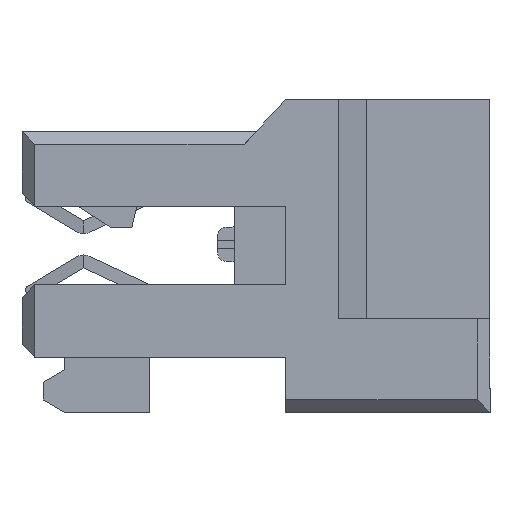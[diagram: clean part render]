
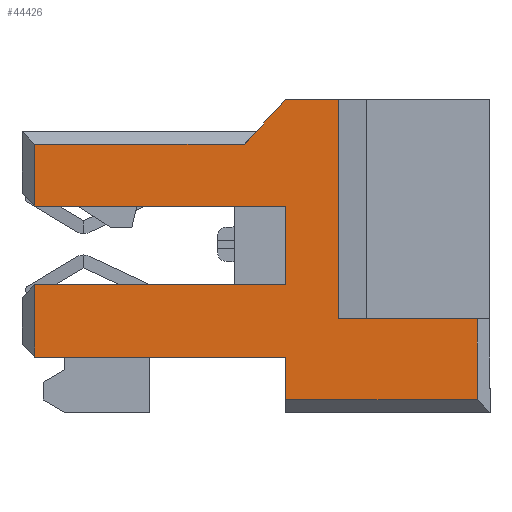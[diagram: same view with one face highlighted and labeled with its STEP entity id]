
A CAD part, left-side view. The second image highlights one B-rep face of the part: STEP entity #44426.
In plain terms, the highlighted face is planar.
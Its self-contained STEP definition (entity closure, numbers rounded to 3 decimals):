
#2842=ORIENTED_EDGE('',*,*,#12441,.T.);
#2843=ORIENTED_EDGE('',*,*,#12233,.T.);
#2844=ORIENTED_EDGE('',*,*,#12661,.T.);
#2845=ORIENTED_EDGE('',*,*,#12662,.T.);
#2846=ORIENTED_EDGE('',*,*,#12410,.T.);
#2847=ORIENTED_EDGE('',*,*,#12405,.T.);
#2848=ORIENTED_EDGE('',*,*,#12663,.T.);
#2849=ORIENTED_EDGE('',*,*,#12664,.T.);
#2850=ORIENTED_EDGE('',*,*,#12665,.T.);
#2851=ORIENTED_EDGE('',*,*,#12666,.T.);
#2852=ORIENTED_EDGE('',*,*,#12229,.T.);
#2853=ORIENTED_EDGE('',*,*,#12226,.T.);
#2854=ORIENTED_EDGE('',*,*,#12438,.T.);
#2855=ORIENTED_EDGE('',*,*,#12667,.T.);
#12226=EDGE_CURVE('',#17193,#17195,#20499,.T.);
#12229=EDGE_CURVE('',#17196,#17193,#20502,.T.);
#12233=EDGE_CURVE('',#17199,#17201,#20506,.T.);
#12405=EDGE_CURVE('',#17328,#17326,#20648,.T.);
#12410=EDGE_CURVE('',#17330,#17328,#20653,.T.);
#12438=EDGE_CURVE('',#17195,#17351,#20681,.T.);
#12441=EDGE_CURVE('',#17354,#17199,#20684,.T.);
#12661=EDGE_CURVE('',#17201,#17539,#20904,.T.);
#12662=EDGE_CURVE('',#17539,#17330,#20905,.T.);
#12663=EDGE_CURVE('',#17326,#17540,#20906,.T.);
#12664=EDGE_CURVE('',#17540,#17541,#20907,.T.);
#12665=EDGE_CURVE('',#17541,#17542,#20908,.T.);
#12666=EDGE_CURVE('',#17542,#17196,#20909,.T.);
#12667=EDGE_CURVE('',#17351,#17354,#20910,.T.);
#17193=VERTEX_POINT('',#59368);
#17195=VERTEX_POINT('',#59372);
#17196=VERTEX_POINT('',#59376);
#17199=VERTEX_POINT('',#59383);
#17201=VERTEX_POINT('',#59387);
#17326=VERTEX_POINT('',#59742);
#17328=VERTEX_POINT('',#59745);
#17330=VERTEX_POINT('',#59751);
#17351=VERTEX_POINT('',#59809);
#17354=VERTEX_POINT('',#59817);
#17539=VERTEX_POINT('',#60227);
#17540=VERTEX_POINT('',#60230);
#17541=VERTEX_POINT('',#60232);
#17542=VERTEX_POINT('',#60234);
#20499=LINE('',#59373,#24300);
#20502=LINE('',#59379,#24303);
#20506=LINE('',#59388,#24307);
#20648=LINE('',#59744,#24449);
#20653=LINE('',#59754,#24454);
#20681=LINE('',#59810,#24482);
#20684=LINE('',#59816,#24485);
#20904=LINE('',#60226,#24705);
#20905=LINE('',#60228,#24706);
#20906=LINE('',#60229,#24707);
#20907=LINE('',#60231,#24708);
#20908=LINE('',#60233,#24709);
#20909=LINE('',#60235,#24710);
#20910=LINE('',#60236,#24711);
#24300=VECTOR('',#49474,1000.);
#24303=VECTOR('',#49479,1000.);
#24307=VECTOR('',#49485,1000.);
#24449=VECTOR('',#49803,1000.);
#24454=VECTOR('',#49810,1000.);
#24482=VECTOR('',#49854,1000.);
#24485=VECTOR('',#49859,1000.);
#24705=VECTOR('',#50089,1000.);
#24706=VECTOR('',#50090,1000.);
#24707=VECTOR('',#50091,1000.);
#24708=VECTOR('',#50092,1000.);
#24709=VECTOR('',#50093,1000.);
#24710=VECTOR('',#50094,1000.);
#24711=VECTOR('',#50095,1000.);
#27855=EDGE_LOOP('',(#2842,#2843,#2844,#2845,#2846,#2847,#2848,#2849,#2850,
#2851,#2852,#2853,#2854,#2855));
#29678=FACE_BOUND('',#27855,.T.);
#31464=PLANE('',#46186);
#44426=ADVANCED_FACE('',(#29678),#31464,.F.);
#46186=AXIS2_PLACEMENT_3D('',#60225,#50087,#50088);
#49474=DIRECTION('',(0.,0.,-1.));
#49479=DIRECTION('',(0.,-1.,0.));
#49485=DIRECTION('',(0.,0.,-1.));
#49803=DIRECTION('',(0.,0.,1.));
#49810=DIRECTION('',(0.,1.,0.));
#49854=DIRECTION('',(0.,1.,0.));
#49859=DIRECTION('',(0.,-1.,0.));
#50087=DIRECTION('',(-1.,0.,0.));
#50088=DIRECTION('',(0.,0.,1.));
#50089=DIRECTION('',(0.,1.,0.));
#50090=DIRECTION('',(0.,0.,-1.));
#50091=DIRECTION('',(0.,-1.,0.));
#50092=DIRECTION('',(0.,0.,1.));
#50093=DIRECTION('',(0.,-1.,0.));
#50094=DIRECTION('',(0.,-0.682,-0.731));
#50095=DIRECTION('',(0.,0.,-1.));
#59368=CARTESIAN_POINT('',(12.5,0.3,2.625));
#59372=CARTESIAN_POINT('',(12.5,0.3,1.175));
#59373=CARTESIAN_POINT('',(12.5,0.3,3.675));
#59376=CARTESIAN_POINT('',(12.5,5.22,2.625));
#59379=CARTESIAN_POINT('',(12.5,11.,2.625));
#59383=CARTESIAN_POINT('',(12.5,0.3,-0.675));
#59387=CARTESIAN_POINT('',(12.5,0.3,-2.375));
#59388=CARTESIAN_POINT('',(12.5,0.3,3.675));
#59742=CARTESIAN_POINT('',(12.5,10.7,-1.475));
#59744=CARTESIAN_POINT('',(12.5,10.7,-1.475));
#59745=CARTESIAN_POINT('',(12.5,10.7,-3.375));
#59751=CARTESIAN_POINT('',(12.5,6.2,-3.375));
#59754=CARTESIAN_POINT('',(12.5,11.,-3.375));
#59809=CARTESIAN_POINT('',(12.5,6.2,1.175));
#59810=CARTESIAN_POINT('',(12.5,0.,1.175));
#59816=CARTESIAN_POINT('',(12.5,6.2,-0.675));
#59817=CARTESIAN_POINT('',(12.5,6.2,-0.675));
#60225=CARTESIAN_POINT('',(12.5,11.,3.675));
#60226=CARTESIAN_POINT('',(12.5,0.,-2.375));
#60227=CARTESIAN_POINT('',(12.5,6.2,-2.375));
#60228=CARTESIAN_POINT('',(12.5,6.2,-2.375));
#60229=CARTESIAN_POINT('',(12.5,11.,-1.475));
#60230=CARTESIAN_POINT('',(12.5,7.45,-1.475));
#60231=CARTESIAN_POINT('',(12.5,7.45,-1.475));
#60232=CARTESIAN_POINT('',(12.5,7.45,3.675));
#60233=CARTESIAN_POINT('',(12.5,11.,3.675));
#60234=CARTESIAN_POINT('',(12.5,6.2,3.675));
#60235=CARTESIAN_POINT('',(12.5,6.2,3.675));
#60236=CARTESIAN_POINT('',(12.5,6.2,1.175));
